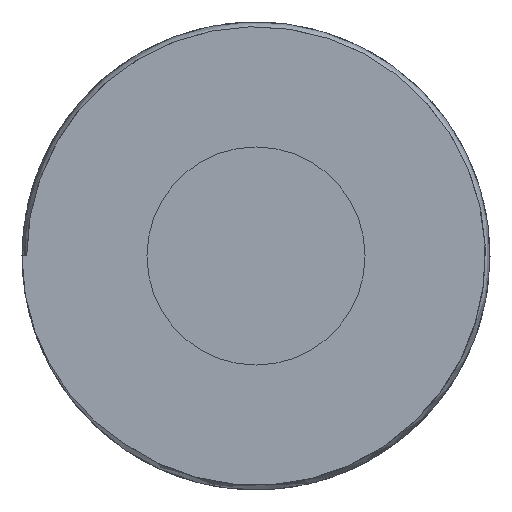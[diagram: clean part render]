
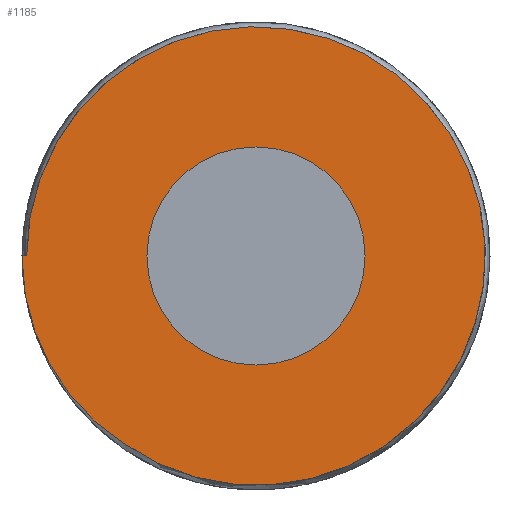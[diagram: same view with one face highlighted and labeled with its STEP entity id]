
A CAD part, front view. The second image highlights one B-rep face of the part: STEP entity #1185.
In plain terms, the highlighted planar face has unit normal (0, -1, 0).
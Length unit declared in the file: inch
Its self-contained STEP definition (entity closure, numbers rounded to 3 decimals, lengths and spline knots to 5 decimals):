
#114=DIRECTION('',(-1.,0.,0.));
#115=VECTOR('',#114,0.275);
#116=CARTESIAN_POINT('',(-13.35,0.,0.));
#117=LINE('',#116,#115);
#129=CARTESIAN_POINT('',(0.,0.,0.));
#130=DIRECTION('',(0.,-1.,0.));
#131=DIRECTION('',(1.,0.,0.));
#132=AXIS2_PLACEMENT_3D('',#129,#130,#131);
#134=CARTESIAN_POINT('',(0.,0.,0.));
#135=DIRECTION('',(0.,-1.,0.));
#136=DIRECTION('',(-1.,0.,0.));
#137=AXIS2_PLACEMENT_3D('',#134,#135,#136);
#157=CARTESIAN_POINT('',(-7.70013,0.,-10.90552));
#158=CARTESIAN_POINT('',(-7.88278,0.,-10.78949));
#159=CARTESIAN_POINT('',(-8.25741,0.,-10.538));
#160=CARTESIAN_POINT('',(-8.84353,0.,-10.09425));
#161=CARTESIAN_POINT('',(-9.44558,0.,-9.57777));
#162=CARTESIAN_POINT('',(-10.05524,0.,-8.98207));
#163=CARTESIAN_POINT('',(-10.67289,0.,-8.28846));
#164=CARTESIAN_POINT('',(-11.2906,0.,-7.47925));
#165=CARTESIAN_POINT('',(-11.89373,0.,-6.53698));
#166=CARTESIAN_POINT('',(-12.45936,0.,-5.44891));
#167=CARTESIAN_POINT('',(-12.96039,0.,-4.19622));
#168=CARTESIAN_POINT('',(-13.34824,0.,-2.80814));
#169=CARTESIAN_POINT('',(-13.57916,0.,-1.36771));
#170=CARTESIAN_POINT('',(-13.625,0.,-0.45281));
#171=CARTESIAN_POINT('',(-13.625,0.,0.));
#388=CARTESIAN_POINT('',(0.,0.,0.));
#389=DIRECTION('',(0.,-1.,0.));
#390=DIRECTION('',(-0.577,0.,-0.817));
#391=AXIS2_PLACEMENT_3D('',#388,#389,#390);
#1131=CARTESIAN_POINT('',(6.35,0.,0.));
#1132=CARTESIAN_POINT('',(-6.35,0.,0.));
#1133=VERTEX_POINT('',#1131);
#1134=VERTEX_POINT('',#1132);
#1143=CARTESIAN_POINT('',(-13.35,0.,0.));
#1144=CARTESIAN_POINT('',(-13.625,0.,0.));
#1145=VERTEX_POINT('',#1143);
#1146=VERTEX_POINT('',#1144);
#1147=VERTEX_POINT('',#157);
#1167=CARTESIAN_POINT('',(0.,0.,0.));
#1168=DIRECTION('',(0.,1.,0.));
#1169=DIRECTION('',(1.,0.,0.));
#1170=AXIS2_PLACEMENT_3D('',#1167,#1168,#1169);
#1171=PLANE('',#1170);
#1173=ORIENTED_EDGE('',*,*,#1172,.F.);
#1175=ORIENTED_EDGE('',*,*,#1174,.T.);
#1176=ORIENTED_EDGE('',*,*,#1158,.F.);
#1177=EDGE_LOOP('',(#1173,#1175,#1176));
#1178=FACE_OUTER_BOUND('',#1177,.F.);
#1180=ORIENTED_EDGE('',*,*,#1179,.T.);
#1182=ORIENTED_EDGE('',*,*,#1181,.T.);
#1183=EDGE_LOOP('',(#1180,#1182));
#1184=FACE_BOUND('',#1183,.F.);
#133=CIRCLE('',#132,6.35);
#138=CIRCLE('',#137,6.35);
#172=B_SPLINE_CURVE_WITH_KNOTS('',3,(#157,#158,#159,#160,#161,#162,#163,#164,
#165,#166,#167,#168,#169,#170,#171),.UNSPECIFIED.,.F.,.F.,(4,1,1,1,1,1,1,1,1,1,
1,1,4),(0.,0.08333,0.16667,0.25,0.33333,
0.41667,0.5,0.58333,0.66667,0.75,
0.83333,0.91667,1.),.UNSPECIFIED.);
#392=CIRCLE('',#391,13.35);
#1158=EDGE_CURVE('',#1145,#1146,#117,.T.);
#1172=EDGE_CURVE('',#1147,#1145,#392,.T.);
#1174=EDGE_CURVE('',#1147,#1146,#172,.T.);
#1179=EDGE_CURVE('',#1133,#1134,#133,.T.);
#1181=EDGE_CURVE('',#1134,#1133,#138,.T.);
#1185=ADVANCED_FACE('',(#1178,#1184),#1171,.F.);
